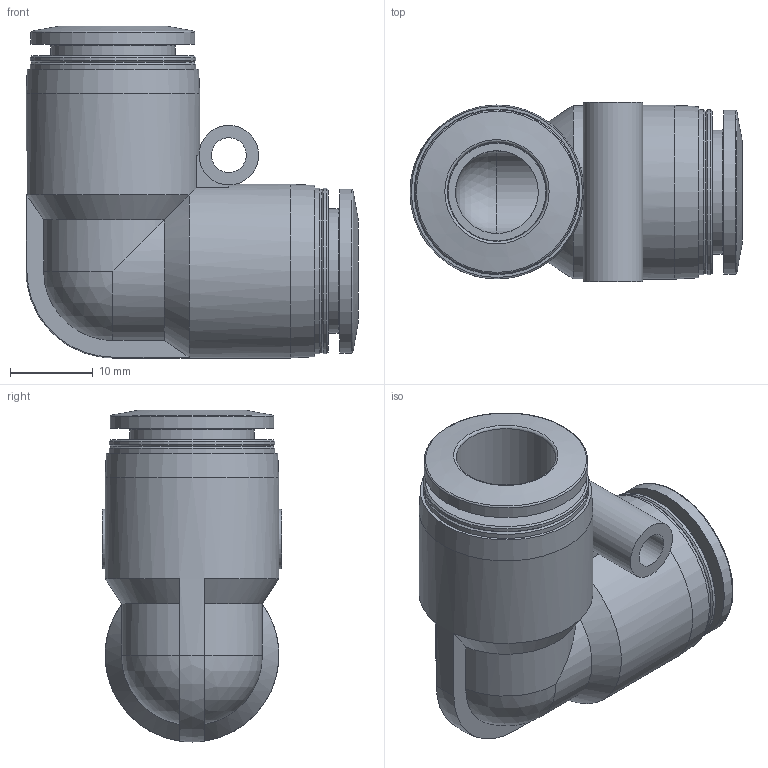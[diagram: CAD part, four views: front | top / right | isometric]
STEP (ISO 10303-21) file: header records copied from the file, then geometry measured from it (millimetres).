
FILE_DESCRIPTION(/* description */ ('STEP AP214'),/* implementation_level */ '2;1');
FILE_NAME(/* name */ '133109_NPQP-L-Q12-E-FD-P10',/* time_stamp */ '2024-09-13T07:30:56+02:00',/* author */ ('License CC BY-ND 4.0'),/* organization */ ('CADENAS'),/* preprocessor_version */ 'ST-DEVELOPER v19.3',/* originating_system */ 'PARTsolutions',/* authorisation */ ' ');
FILE_SCHEMA (('AUTOMOTIVE_DESIGN {1 0 10303 214 3 1 1}'));
Length unit declared in the file: millimetre
Products named in the file (1): 133109 NPQP-L-Q12-E-FD-P10
Bounding box: 40.1 x 21.7 x 40.1 mm (x, y, z)
Volume: 12047.7 mm3; surface area: 7538 mm2
Topology: 1 solids, 1 shells, 64 faces, 141 edges, 85 vertices
Faces by surface type: cylinder 20, plane 18, cone 14, torus 8, sphere 4
Full cylindrical faces by diameter (mm): 4.2 x1, 7.2 x1, 10 x2, 12 x2, 15 x2, 19.8 x2, 20 x4, 21 x2
Entity records: 1598 total; most frequent: DIRECTION 296, CARTESIAN_POINT 280, ORIENTED_EDGE 202, AXIS2_PLACEMENT_3D 138, EDGE_LOOP 109, FACE_BOUND 109, EDGE_CURVE 101, VERTEX_POINT 80
